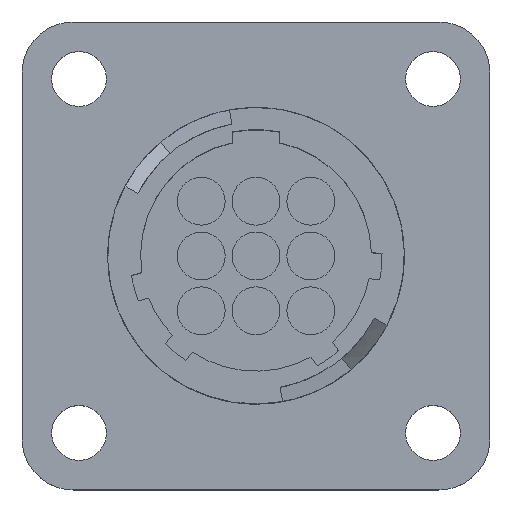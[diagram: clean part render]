
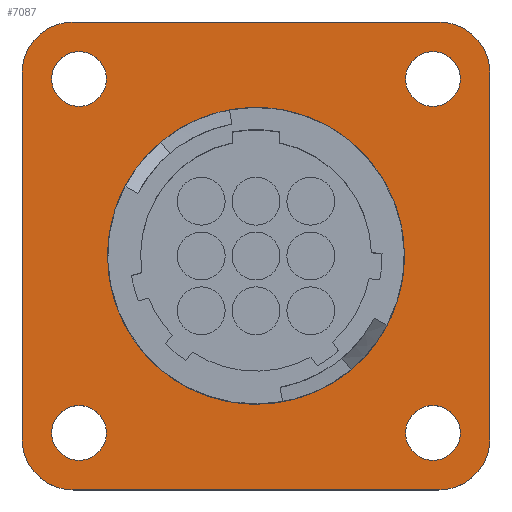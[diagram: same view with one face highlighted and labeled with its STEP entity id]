
A CAD part, top view. The second image highlights one B-rep face of the part: STEP entity #7087.
In plain terms, the highlighted planar face has unit normal (0, 0, 1).
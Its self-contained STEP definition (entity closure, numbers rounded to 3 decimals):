
#72=DIRECTION('',(-0.038,-0.999,0.));
#73=VECTOR('',#72,1.016);
#74=CARTESIAN_POINT('',(-0.353,-9.29,0.));
#75=LINE('',#74,#73);
#76=CARTESIAN_POINT('',(-12.713,12.713,0.));
#77=DIRECTION('',(0.,0.,1.));
#78=DIRECTION('',(0.,1.,0.));
#79=AXIS2_PLACEMENT_3D('',#76,#77,#78);
#81=DIRECTION('',(-1.,0.,0.));
#82=VECTOR('',#81,25.425);
#83=CARTESIAN_POINT('',(12.713,16.269,0.));
#84=LINE('',#83,#82);
#85=CARTESIAN_POINT('',(12.713,12.713,0.));
#86=DIRECTION('',(0.,0.,1.));
#87=DIRECTION('',(1.,0.,0.));
#88=AXIS2_PLACEMENT_3D('',#85,#86,#87);
#90=DIRECTION('',(0.,1.,0.));
#91=VECTOR('',#90,25.425);
#92=CARTESIAN_POINT('',(16.269,-12.713,0.));
#93=LINE('',#92,#91);
#94=CARTESIAN_POINT('',(12.713,-12.713,0.));
#95=DIRECTION('',(0.,0.,1.));
#96=DIRECTION('',(0.,-1.,0.));
#97=AXIS2_PLACEMENT_3D('',#94,#95,#96);
#99=DIRECTION('',(1.,0.,0.));
#100=VECTOR('',#99,25.425);
#101=CARTESIAN_POINT('',(-12.713,-16.269,0.));
#102=LINE('',#101,#100);
#103=CARTESIAN_POINT('',(-12.713,-12.713,0.));
#104=DIRECTION('',(0.,0.,1.));
#105=DIRECTION('',(-1.,0.,0.));
#106=AXIS2_PLACEMENT_3D('',#103,#104,#105);
#108=DIRECTION('',(0.,-1.,0.));
#109=VECTOR('',#108,25.425);
#110=CARTESIAN_POINT('',(-16.269,12.713,0.));
#111=LINE('',#110,#109);
#112=CARTESIAN_POINT('',(-12.306,-12.306,0.));
#113=DIRECTION('',(0.,0.,-1.));
#114=DIRECTION('',(1.,0.,0.));
#115=AXIS2_PLACEMENT_3D('',#112,#113,#114);
#117=CARTESIAN_POINT('',(-12.306,-12.306,0.));
#118=DIRECTION('',(0.,0.,-1.));
#119=DIRECTION('',(-1.,0.,0.));
#120=AXIS2_PLACEMENT_3D('',#117,#118,#119);
#122=CARTESIAN_POINT('',(12.306,-12.306,0.));
#123=DIRECTION('',(0.,0.,-1.));
#124=DIRECTION('',(1.,0.,0.));
#125=AXIS2_PLACEMENT_3D('',#122,#123,#124);
#127=CARTESIAN_POINT('',(12.306,-12.306,0.));
#128=DIRECTION('',(0.,0.,-1.));
#129=DIRECTION('',(-1.,0.,0.));
#130=AXIS2_PLACEMENT_3D('',#127,#128,#129);
#132=CARTESIAN_POINT('',(-12.306,12.306,0.));
#133=DIRECTION('',(0.,0.,-1.));
#134=DIRECTION('',(1.,0.,0.));
#135=AXIS2_PLACEMENT_3D('',#132,#133,#134);
#137=CARTESIAN_POINT('',(-12.306,12.306,0.));
#138=DIRECTION('',(0.,0.,-1.));
#139=DIRECTION('',(-1.,0.,0.));
#140=AXIS2_PLACEMENT_3D('',#137,#138,#139);
#142=CARTESIAN_POINT('',(12.306,12.306,0.));
#143=DIRECTION('',(0.,0.,-1.));
#144=DIRECTION('',(1.,0.,0.));
#145=AXIS2_PLACEMENT_3D('',#142,#143,#144);
#147=CARTESIAN_POINT('',(12.306,12.306,0.));
#148=DIRECTION('',(0.,0.,-1.));
#149=DIRECTION('',(-1.,0.,0.));
#150=AXIS2_PLACEMENT_3D('',#147,#148,#149);
#4623=CARTESIAN_POINT('',(0.,0.,0.));
#4624=DIRECTION('',(0.,0.,-1.));
#4625=DIRECTION('',(-0.999,0.038,0.));
#4626=AXIS2_PLACEMENT_3D('',#4623,#4624,#4625);
#4786=CARTESIAN_POINT('',(0.,0.,0.));
#4787=DIRECTION('',(0.,0.,-1.));
#4788=DIRECTION('',(0.999,-0.038,0.));
#4789=AXIS2_PLACEMENT_3D('',#4786,#4787,#4788);
#4883=CARTESIAN_POINT('',(0.,0.,0.));
#4884=DIRECTION('',(0.,0.,1.));
#4885=DIRECTION('',(0.999,-0.038,0.));
#4886=AXIS2_PLACEMENT_3D('',#4883,#4884,#4885);
#5000=CARTESIAN_POINT('',(0.,0.,0.));
#5001=DIRECTION('',(0.,0.,1.));
#5002=DIRECTION('',(-0.999,0.038,0.));
#5003=AXIS2_PLACEMENT_3D('',#5000,#5001,#5002);
#5025=DIRECTION('',(-0.999,0.038,0.));
#5026=VECTOR('',#5025,1.016);
#5027=CARTESIAN_POINT('',(10.305,-0.391,0.));
#5028=LINE('',#5027,#5026);
#5506=DIRECTION('',(0.038,0.999,0.));
#5507=VECTOR('',#5506,1.016);
#5508=CARTESIAN_POINT('',(0.353,9.29,0.));
#5509=LINE('',#5508,#5507);
#5514=DIRECTION('',(0.999,-0.038,0.));
#5515=VECTOR('',#5514,1.016);
#5516=CARTESIAN_POINT('',(-10.305,0.391,0.));
#5517=LINE('',#5516,#5515);
#6011=CARTESIAN_POINT('',(14.211,12.306,0.));
#6012=CARTESIAN_POINT('',(10.401,12.306,0.));
#6013=VERTEX_POINT('',#6011);
#6014=VERTEX_POINT('',#6012);
#6015=CARTESIAN_POINT('',(-10.401,12.306,0.));
#6016=CARTESIAN_POINT('',(-14.211,12.306,0.));
#6017=VERTEX_POINT('',#6015);
#6018=VERTEX_POINT('',#6016);
#6019=CARTESIAN_POINT('',(14.211,-12.306,0.));
#6020=CARTESIAN_POINT('',(10.401,-12.306,0.));
#6021=VERTEX_POINT('',#6019);
#6022=VERTEX_POINT('',#6020);
#6023=CARTESIAN_POINT('',(-10.401,-12.306,0.));
#6024=CARTESIAN_POINT('',(-14.211,-12.306,0.));
#6025=VERTEX_POINT('',#6023);
#6026=VERTEX_POINT('',#6024);
#6027=CARTESIAN_POINT('',(-12.713,16.269,0.));
#6028=CARTESIAN_POINT('',(-16.269,12.713,0.));
#6029=VERTEX_POINT('',#6027);
#6030=VERTEX_POINT('',#6028);
#6031=CARTESIAN_POINT('',(-16.269,-12.713,0.));
#6032=VERTEX_POINT('',#6031);
#6033=CARTESIAN_POINT('',(-12.713,-16.269,0.));
#6034=VERTEX_POINT('',#6033);
#6035=CARTESIAN_POINT('',(12.713,-16.269,0.));
#6036=VERTEX_POINT('',#6035);
#6037=CARTESIAN_POINT('',(16.269,-12.713,0.));
#6038=VERTEX_POINT('',#6037);
#6039=CARTESIAN_POINT('',(16.269,12.713,0.));
#6040=VERTEX_POINT('',#6039);
#6041=CARTESIAN_POINT('',(12.713,16.269,0.));
#6042=VERTEX_POINT('',#6041);
#6131=CARTESIAN_POINT('',(-10.305,0.391,0.));
#6132=CARTESIAN_POINT('',(-0.391,-10.305,0.));
#6133=VERTEX_POINT('',#6131);
#6134=VERTEX_POINT('',#6132);
#6166=CARTESIAN_POINT('',(-9.29,0.353,0.));
#6167=CARTESIAN_POINT('',(0.353,9.29,0.));
#6168=VERTEX_POINT('',#6166);
#6169=VERTEX_POINT('',#6167);
#6180=CARTESIAN_POINT('',(10.305,-0.391,0.));
#6181=CARTESIAN_POINT('',(9.29,-0.353,0.));
#6182=VERTEX_POINT('',#6180);
#6183=VERTEX_POINT('',#6181);
#6186=CARTESIAN_POINT('',(0.391,10.305,0.));
#6187=VERTEX_POINT('',#6186);
#6391=CARTESIAN_POINT('',(-0.353,-9.29,0.));
#6392=VERTEX_POINT('',#6391);
#7023=CARTESIAN_POINT('',(0.,0.,0.));
#7024=DIRECTION('',(0.,0.,-1.));
#7025=DIRECTION('',(0.,-1.,0.));
#7026=AXIS2_PLACEMENT_3D('',#7023,#7024,#7025);
#7027=PLANE('',#7026);
#7029=ORIENTED_EDGE('',*,*,#7028,.F.);
#7031=ORIENTED_EDGE('',*,*,#7030,.F.);
#7033=ORIENTED_EDGE('',*,*,#7032,.F.);
#7035=ORIENTED_EDGE('',*,*,#7034,.F.);
#7037=ORIENTED_EDGE('',*,*,#7036,.F.);
#7039=ORIENTED_EDGE('',*,*,#7038,.F.);
#7041=ORIENTED_EDGE('',*,*,#7040,.F.);
#7043=ORIENTED_EDGE('',*,*,#7042,.F.);
#7044=EDGE_LOOP('',(#7029,#7031,#7033,#7035,#7037,#7039,#7041,#7043));
#7045=FACE_OUTER_BOUND('',#7044,.F.);
#7047=ORIENTED_EDGE('',*,*,#7046,.F.);
#7049=ORIENTED_EDGE('',*,*,#7048,.F.);
#7050=EDGE_LOOP('',(#7047,#7049));
#7051=FACE_BOUND('',#7050,.F.);
#7053=ORIENTED_EDGE('',*,*,#7052,.F.);
#7055=ORIENTED_EDGE('',*,*,#7054,.F.);
#7056=EDGE_LOOP('',(#7053,#7055));
#7057=FACE_BOUND('',#7056,.F.);
#7059=ORIENTED_EDGE('',*,*,#7058,.F.);
#7061=ORIENTED_EDGE('',*,*,#7060,.F.);
#7062=EDGE_LOOP('',(#7059,#7061));
#7063=FACE_BOUND('',#7062,.F.);
#7065=ORIENTED_EDGE('',*,*,#7064,.F.);
#7067=ORIENTED_EDGE('',*,*,#7066,.F.);
#7068=EDGE_LOOP('',(#7065,#7067));
#7069=FACE_BOUND('',#7068,.F.);
#7071=ORIENTED_EDGE('',*,*,#7070,.F.);
#7073=ORIENTED_EDGE('',*,*,#7072,.F.);
#7075=ORIENTED_EDGE('',*,*,#7074,.T.);
#7076=ORIENTED_EDGE('',*,*,#7012,.F.);
#7078=ORIENTED_EDGE('',*,*,#7077,.F.);
#7080=ORIENTED_EDGE('',*,*,#7079,.F.);
#7082=ORIENTED_EDGE('',*,*,#7081,.T.);
#7084=ORIENTED_EDGE('',*,*,#7083,.F.);
#7085=EDGE_LOOP('',(#7071,#7073,#7075,#7076,#7078,#7080,#7082,#7084));
#7086=FACE_BOUND('',#7085,.F.);
#7087=ADVANCED_FACE('',(#7045,#7051,#7057,#7063,#7069,#7086),#7027,.F.);
#80=CIRCLE('',#79,3.556);
#89=CIRCLE('',#88,3.556);
#98=CIRCLE('',#97,3.556);
#107=CIRCLE('',#106,3.556);
#116=CIRCLE('',#115,1.905);
#121=CIRCLE('',#120,1.905);
#126=CIRCLE('',#125,1.905);
#131=CIRCLE('',#130,1.905);
#136=CIRCLE('',#135,1.905);
#141=CIRCLE('',#140,1.905);
#146=CIRCLE('',#145,1.905);
#151=CIRCLE('',#150,1.905);
#4627=CIRCLE('',#4626,9.296);
#4790=CIRCLE('',#4789,9.296);
#4887=CIRCLE('',#4886,10.312);
#5004=CIRCLE('',#5003,10.312);
#7012=EDGE_CURVE('',#6392,#6134,#75,.T.);
#7028=EDGE_CURVE('',#6029,#6030,#80,.T.);
#7030=EDGE_CURVE('',#6042,#6029,#84,.T.);
#7032=EDGE_CURVE('',#6040,#6042,#89,.T.);
#7034=EDGE_CURVE('',#6038,#6040,#93,.T.);
#7036=EDGE_CURVE('',#6036,#6038,#98,.T.);
#7038=EDGE_CURVE('',#6034,#6036,#102,.T.);
#7040=EDGE_CURVE('',#6032,#6034,#107,.T.);
#7042=EDGE_CURVE('',#6030,#6032,#111,.T.);
#7046=EDGE_CURVE('',#6025,#6026,#116,.T.);
#7048=EDGE_CURVE('',#6026,#6025,#121,.T.);
#7052=EDGE_CURVE('',#6021,#6022,#126,.T.);
#7054=EDGE_CURVE('',#6022,#6021,#131,.T.);
#7058=EDGE_CURVE('',#6017,#6018,#136,.T.);
#7060=EDGE_CURVE('',#6018,#6017,#141,.T.);
#7064=EDGE_CURVE('',#6013,#6014,#146,.T.);
#7066=EDGE_CURVE('',#6014,#6013,#151,.T.);
#7070=EDGE_CURVE('',#6168,#6169,#4627,.T.);
#7072=EDGE_CURVE('',#6133,#6168,#5517,.T.);
#7074=EDGE_CURVE('',#6133,#6134,#5004,.T.);
#7077=EDGE_CURVE('',#6183,#6392,#4790,.T.);
#7079=EDGE_CURVE('',#6182,#6183,#5028,.T.);
#7081=EDGE_CURVE('',#6182,#6187,#4887,.T.);
#7083=EDGE_CURVE('',#6169,#6187,#5509,.T.);
